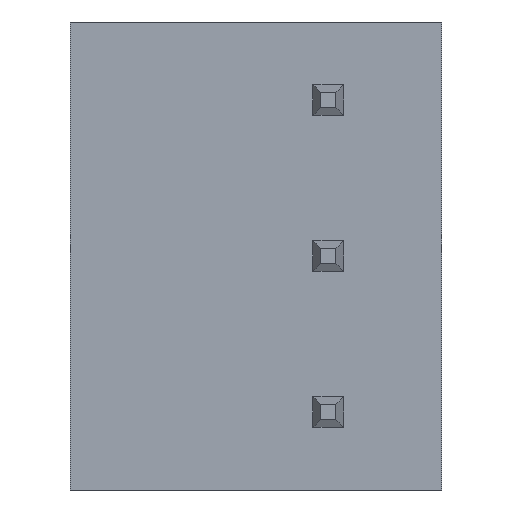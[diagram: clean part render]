
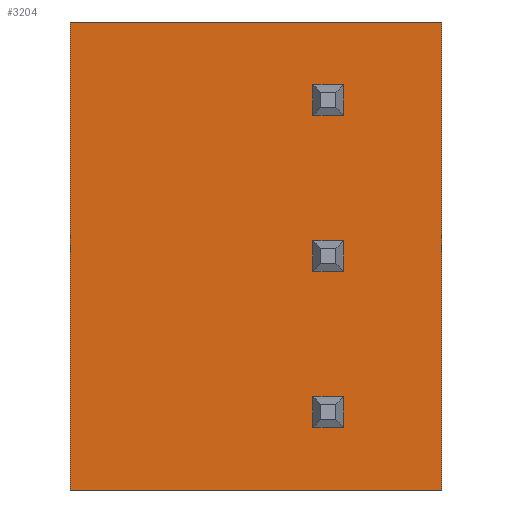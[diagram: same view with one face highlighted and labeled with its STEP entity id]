
A CAD part, left-side view. The second image highlights one B-rep face of the part: STEP entity #3204.
In plain terms, the highlighted planar face has unit normal (-1, 0, 0).
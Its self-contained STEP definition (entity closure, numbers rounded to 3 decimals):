
#34 = ORIENTED_EDGE ( 'NONE', *, *, #245, .F. ) ;
#71 = ORIENTED_EDGE ( 'NONE', *, *, #2157, .F. ) ;
#78 = CARTESIAN_POINT ( 'NONE',  ( -7.831, 12.1, 15.24 ) ) ;
#81 = LINE ( 'NONE', #1665, #402 ) ;
#97 = ORIENTED_EDGE ( 'NONE', *, *, #344, .F. ) ;
#119 = LINE ( 'NONE', #401, #3565 ) ;
#134 = DIRECTION ( 'NONE',  ( 0., -1., 0. ) ) ;
#180 = CARTESIAN_POINT ( 'NONE',  ( -7.831, 4.2, 2.04 ) ) ;
#190 = CARTESIAN_POINT ( 'NONE',  ( -7.831, 0., 15.24 ) ) ;
#232 = CARTESIAN_POINT ( 'NONE',  ( -7.831, 4.2, 12.2 ) ) ;
#245 = EDGE_CURVE ( 'NONE', #1633, #1875, #81, .T. ) ;
#344 = EDGE_CURVE ( 'NONE', #955, #2263, #868, .T. ) ;
#347 = ORIENTED_EDGE ( 'NONE', *, *, #1468, .F. ) ;
#353 = VERTEX_POINT ( 'NONE', #1175 ) ;
#354 = LINE ( 'NONE', #1803, #3559 ) ;
#401 = CARTESIAN_POINT ( 'NONE',  ( -7.831, 3.2, 3.04 ) ) ;
#402 = VECTOR ( 'NONE', #1087, 1000. ) ;
#405 = EDGE_CURVE ( 'NONE', #353, #1875, #918, .T. ) ;
#482 = CARTESIAN_POINT ( 'NONE',  ( -7.831, 0., 15.24 ) ) ;
#501 = DIRECTION ( 'NONE',  ( 0., 1., 0. ) ) ;
#515 = VERTEX_POINT ( 'NONE', #2408 ) ;
#638 = ORIENTED_EDGE ( 'NONE', *, *, #1041, .F. ) ;
#656 = VECTOR ( 'NONE', #2072, 1000. ) ;
#692 = LINE ( 'NONE', #1534, #2378 ) ;
#740 = CARTESIAN_POINT ( 'NONE',  ( -7.831, 3.2, 8.12 ) ) ;
#808 = EDGE_CURVE ( 'NONE', #1526, #1633, #2417, .T. ) ;
#816 = CARTESIAN_POINT ( 'NONE',  ( -7.831, 4.2, 3.04 ) ) ;
#835 = CARTESIAN_POINT ( 'NONE',  ( -7.831, 3.2, 2.04 ) ) ;
#842 = ORIENTED_EDGE ( 'NONE', *, *, #1472, .F. ) ;
#868 = LINE ( 'NONE', #2851, #3005 ) ;
#909 = EDGE_CURVE ( 'NONE', #3055, #955, #1890, .T. ) ;
#917 = ORIENTED_EDGE ( 'NONE', *, *, #3589, .F. ) ;
#918 = LINE ( 'NONE', #3474, #2652 ) ;
#935 = CARTESIAN_POINT ( 'NONE',  ( -7.831, 3.2, 8.12 ) ) ;
#937 = CARTESIAN_POINT ( 'NONE',  ( -7.831, 3.2, 13.2 ) ) ;
#955 = VERTEX_POINT ( 'NONE', #1406 ) ;
#975 = DIRECTION ( 'NONE',  ( 0., 1., 0. ) ) ;
#998 = VECTOR ( 'NONE', #134, 1000. ) ;
#1016 = VECTOR ( 'NONE', #3555, 1000. ) ;
#1041 = EDGE_CURVE ( 'NONE', #3529, #3055, #1780, .T. ) ;
#1043 = VERTEX_POINT ( 'NONE', #2862 ) ;
#1065 = VERTEX_POINT ( 'NONE', #2305 ) ;
#1083 = CARTESIAN_POINT ( 'NONE',  ( -7.831, 3.2, 3.04 ) ) ;
#1087 = DIRECTION ( 'NONE',  ( 0., 0., -1. ) ) ;
#1092 = EDGE_CURVE ( 'NONE', #1526, #353, #354, .T. ) ;
#1100 = LINE ( 'NONE', #1949, #1904 ) ;
#1112 = ORIENTED_EDGE ( 'NONE', *, *, #3395, .F. ) ;
#1175 = CARTESIAN_POINT ( 'NONE',  ( -7.831, 12.1, 0. ) ) ;
#1192 = FACE_BOUND ( 'NONE', #3150, .T. ) ;
#1233 = PLANE ( 'NONE',  #1743 ) ;
#1251 = DIRECTION ( 'NONE',  ( 0., 0., -1. ) ) ;
#1289 = CARTESIAN_POINT ( 'NONE',  ( -7.831, 3.2, 12.2 ) ) ;
#1368 = LINE ( 'NONE', #1083, #2710 ) ;
#1388 = DIRECTION ( 'NONE',  ( 0., 1., 0. ) ) ;
#1406 = CARTESIAN_POINT ( 'NONE',  ( -7.831, 4.2, 13.2 ) ) ;
#1468 = EDGE_CURVE ( 'NONE', #3306, #1043, #1773, .T. ) ;
#1472 = EDGE_CURVE ( 'NONE', #515, #3231, #119, .T. ) ;
#1494 = DIRECTION ( 'NONE',  ( 0., 0., -1. ) ) ;
#1526 = VERTEX_POINT ( 'NONE', #78 ) ;
#1534 = CARTESIAN_POINT ( 'NONE',  ( -7.831, 4.2, 8.12 ) ) ;
#1633 = VERTEX_POINT ( 'NONE', #1819 ) ;
#1665 = CARTESIAN_POINT ( 'NONE',  ( -7.831, 0., 15.24 ) ) ;
#1735 = ORIENTED_EDGE ( 'NONE', *, *, #808, .F. ) ;
#1743 = AXIS2_PLACEMENT_3D ( 'NONE', #190, #2419, #1251 ) ;
#1773 = LINE ( 'NONE', #2634, #998 ) ;
#1780 = LINE ( 'NONE', #937, #656 ) ;
#1803 = CARTESIAN_POINT ( 'NONE',  ( -7.831, 12.1, 15.24 ) ) ;
#1809 = FACE_BOUND ( 'NONE', #1967, .T. ) ;
#1819 = CARTESIAN_POINT ( 'NONE',  ( -7.831, 0., 15.24 ) ) ;
#1875 = VERTEX_POINT ( 'NONE', #3120 ) ;
#1890 = LINE ( 'NONE', #2999, #2887 ) ;
#1904 = VECTOR ( 'NONE', #2796, 1000. ) ;
#1930 = EDGE_CURVE ( 'NONE', #1043, #1065, #3173, .T. ) ;
#1938 = ORIENTED_EDGE ( 'NONE', *, *, #405, .T. ) ;
#1945 = VERTEX_POINT ( 'NONE', #2920 ) ;
#1948 = EDGE_CURVE ( 'NONE', #2414, #2045, #2037, .T. ) ;
#1949 = CARTESIAN_POINT ( 'NONE',  ( -7.831, 3.2, 12.2 ) ) ;
#1967 = EDGE_LOOP ( 'NONE', ( #347, #2968, #917, #2963 ) ) ;
#2037 = LINE ( 'NONE', #2579, #2583 ) ;
#2045 = VERTEX_POINT ( 'NONE', #180 ) ;
#2072 = DIRECTION ( 'NONE',  ( 0., 0., 1. ) ) ;
#2157 = EDGE_CURVE ( 'NONE', #2045, #515, #2226, .T. ) ;
#2203 = EDGE_LOOP ( 'NONE', ( #1938, #34, #1735, #3110 ) ) ;
#2207 = CARTESIAN_POINT ( 'NONE',  ( -7.831, 4.2, 7.12 ) ) ;
#2226 = LINE ( 'NONE', #835, #3175 ) ;
#2263 = VERTEX_POINT ( 'NONE', #232 ) ;
#2278 = DIRECTION ( 'NONE',  ( 0., 0., -1. ) ) ;
#2305 = CARTESIAN_POINT ( 'NONE',  ( -7.831, 3.2, 8.12 ) ) ;
#2312 = DIRECTION ( 'NONE',  ( 0., -1., 0. ) ) ;
#2366 = CARTESIAN_POINT ( 'NONE',  ( -7.831, 3.2, 3.04 ) ) ;
#2378 = VECTOR ( 'NONE', #2631, 1000. ) ;
#2408 = CARTESIAN_POINT ( 'NONE',  ( -7.831, 3.2, 2.04 ) ) ;
#2414 = VERTEX_POINT ( 'NONE', #816 ) ;
#2417 = LINE ( 'NONE', #482, #1016 ) ;
#2419 = DIRECTION ( 'NONE',  ( 1., 0., 0. ) ) ;
#2471 = ORIENTED_EDGE ( 'NONE', *, *, #1948, .F. ) ;
#2579 = CARTESIAN_POINT ( 'NONE',  ( -7.831, 4.2, 3.04 ) ) ;
#2583 = VECTOR ( 'NONE', #3213, 1000. ) ;
#2624 = LINE ( 'NONE', #740, #3119 ) ;
#2631 = DIRECTION ( 'NONE',  ( 0., 0., -1. ) ) ;
#2634 = CARTESIAN_POINT ( 'NONE',  ( -7.831, 3.2, 7.12 ) ) ;
#2652 = VECTOR ( 'NONE', #2312, 1000. ) ;
#2703 = VECTOR ( 'NONE', #3444, 1000. ) ;
#2710 = VECTOR ( 'NONE', #1388, 1000. ) ;
#2796 = DIRECTION ( 'NONE',  ( 0., -1., 0. ) ) ;
#2851 = CARTESIAN_POINT ( 'NONE',  ( -7.831, 4.2, 13.2 ) ) ;
#2862 = CARTESIAN_POINT ( 'NONE',  ( -7.831, 3.2, 7.12 ) ) ;
#2865 = ORIENTED_EDGE ( 'NONE', *, *, #3391, .F. ) ;
#2887 = VECTOR ( 'NONE', #501, 1000. ) ;
#2920 = CARTESIAN_POINT ( 'NONE',  ( -7.831, 4.2, 8.12 ) ) ;
#2929 = FACE_OUTER_BOUND ( 'NONE', #2203, .T. ) ;
#2963 = ORIENTED_EDGE ( 'NONE', *, *, #1930, .F. ) ;
#2968 = ORIENTED_EDGE ( 'NONE', *, *, #3284, .F. ) ;
#2999 = CARTESIAN_POINT ( 'NONE',  ( -7.831, 3.2, 13.2 ) ) ;
#3005 = VECTOR ( 'NONE', #2278, 1000. ) ;
#3044 = ORIENTED_EDGE ( 'NONE', *, *, #909, .F. ) ;
#3055 = VERTEX_POINT ( 'NONE', #3603 ) ;
#3110 = ORIENTED_EDGE ( 'NONE', *, *, #1092, .T. ) ;
#3119 = VECTOR ( 'NONE', #975, 1000. ) ;
#3120 = CARTESIAN_POINT ( 'NONE',  ( -7.831, 0., 0. ) ) ;
#3150 = EDGE_LOOP ( 'NONE', ( #71, #2471, #2865, #842 ) ) ;
#3167 = DIRECTION ( 'NONE',  ( 0., 0., 1. ) ) ;
#3173 = LINE ( 'NONE', #935, #2703 ) ;
#3175 = VECTOR ( 'NONE', #3408, 1000. ) ;
#3204 = ADVANCED_FACE ( 'NONE', ( #1192, #3425, #2929, #1809 ), #1233, .F. ) ;
#3213 = DIRECTION ( 'NONE',  ( 0., 0., -1. ) ) ;
#3231 = VERTEX_POINT ( 'NONE', #2366 ) ;
#3284 = EDGE_CURVE ( 'NONE', #1945, #3306, #692, .T. ) ;
#3306 = VERTEX_POINT ( 'NONE', #2207 ) ;
#3348 = EDGE_LOOP ( 'NONE', ( #1112, #97, #3044, #638 ) ) ;
#3391 = EDGE_CURVE ( 'NONE', #3231, #2414, #1368, .T. ) ;
#3395 = EDGE_CURVE ( 'NONE', #2263, #3529, #1100, .T. ) ;
#3408 = DIRECTION ( 'NONE',  ( 0., -1., 0. ) ) ;
#3425 = FACE_BOUND ( 'NONE', #3348, .T. ) ;
#3444 = DIRECTION ( 'NONE',  ( 0., 0., 1. ) ) ;
#3474 = CARTESIAN_POINT ( 'NONE',  ( -7.831, 0., 0. ) ) ;
#3529 = VERTEX_POINT ( 'NONE', #1289 ) ;
#3555 = DIRECTION ( 'NONE',  ( 0., -1., 0. ) ) ;
#3559 = VECTOR ( 'NONE', #1494, 1000. ) ;
#3565 = VECTOR ( 'NONE', #3167, 1000. ) ;
#3589 = EDGE_CURVE ( 'NONE', #1065, #1945, #2624, .T. ) ;
#3603 = CARTESIAN_POINT ( 'NONE',  ( -7.831, 3.2, 13.2 ) ) ;
